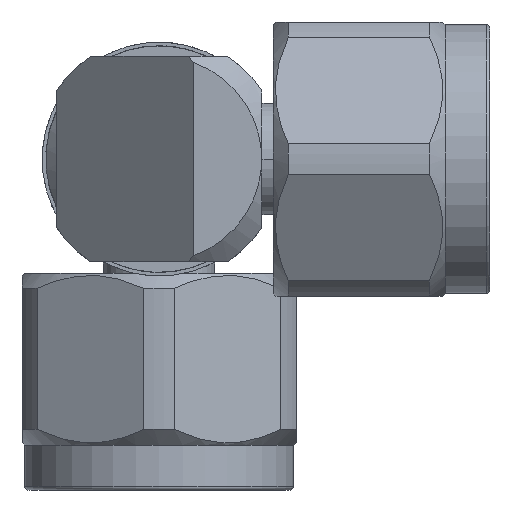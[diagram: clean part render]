
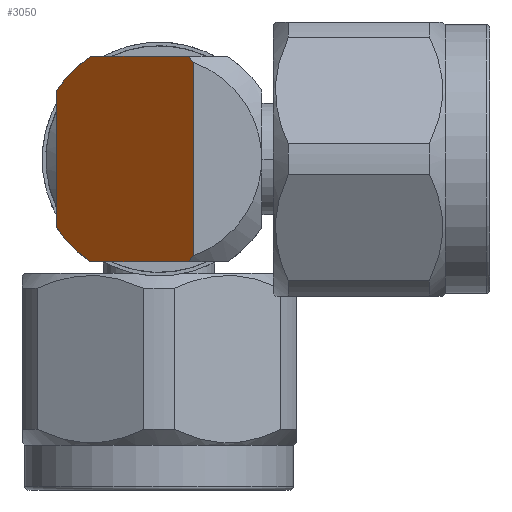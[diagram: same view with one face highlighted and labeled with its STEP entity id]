
A CAD part, left-side view. The second image highlights one B-rep face of the part: STEP entity #3050.
In plain terms, the highlighted planar face has unit normal (-0.707, 0.707, 0).
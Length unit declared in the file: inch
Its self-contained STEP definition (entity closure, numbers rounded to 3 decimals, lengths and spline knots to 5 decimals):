
#94 = DIRECTION ( 'NONE',  ( -0.707, -0.707, 0. ) ) ;
#144 = AXIS2_PLACEMENT_3D ( 'NONE', #3045, #3074, #3518 ) ;
#223 = VECTOR ( 'NONE', #5546, 39.37008 ) ;
#260 = CARTESIAN_POINT ( 'NONE',  ( -0.28, -0.09408, 0.26445 ) ) ;
#262 = CARTESIAN_POINT ( 'NONE',  ( 0.09503, 0.28069, -0.18741 ) ) ;
#270 = CARTESIAN_POINT ( 'NONE',  ( -0.27095, -0.08504, -0.27552 ) ) ;
#304 =( BOUNDED_CURVE ( )  B_SPLINE_CURVE ( 3, ( #790, #1731, #3033, #260 ),
 .UNSPECIFIED., .F., .F. ) 
 B_SPLINE_CURVE_WITH_KNOTS ( ( 4, 4 ),
 ( 2.70345, 2.73087 ),
 .UNSPECIFIED. ) 
 CURVE ( )  GEOMETRIC_REPRESENTATION_ITEM ( )  RATIONAL_B_SPLINE_CURVE ( ( 1., 1., 1., 1. ) ) 
 REPRESENTATION_ITEM ( '' )  );
#515 = VERTEX_POINT ( 'NONE', #4997 ) ;
#762 = CARTESIAN_POINT ( 'NONE',  ( -0.26622, -0.08031, 0.281 ) ) ;
#790 = CARTESIAN_POINT ( 'NONE',  ( -0.26622, -0.08031, 0.281 ) ) ;
#830 = VERTEX_POINT ( 'NONE', #4701 ) ;
#898 = CARTESIAN_POINT ( 'NONE',  ( 0.09503, 0.28069, 0.281 ) ) ;
#915 = ORIENTED_EDGE ( 'NONE', *, *, #3211, .F. ) ;
#938 = CARTESIAN_POINT ( 'NONE',  ( -0.28, -0.09408, 0.281 ) ) ;
#1254 = FACE_OUTER_BOUND ( 'NONE', #5867, .T. ) ;
#1270 = CARTESIAN_POINT ( 'NONE',  ( -0.26622, -0.08031, -0.281 ) ) ;
#1276 = LINE ( 'NONE', #3096, #3175 ) ;
#1334 = CARTESIAN_POINT ( 'NONE',  ( 0.09503, 0.28069, -0.18741 ) ) ;
#1479 = LINE ( 'NONE', #898, #2611 ) ;
#1496 = EDGE_CURVE ( 'NONE', #4290, #1916, #4534, .T. ) ;
#1560 = CARTESIAN_POINT ( 'NONE',  ( 0.00122, 0.18694, 0.281 ) ) ;
#1731 = CARTESIAN_POINT ( 'NONE',  ( -0.27095, -0.08504, 0.27552 ) ) ;
#1796 = CARTESIAN_POINT ( 'NONE',  ( 0.00122, 0.18694, -0.281 ) ) ;
#1848 = CARTESIAN_POINT ( 'NONE',  ( 0.09503, 0.28069, 0.18741 ) ) ;
#1916 = VERTEX_POINT ( 'NONE', #1270 ) ;
#1938 =( BOUNDED_CURVE ( )  B_SPLINE_CURVE ( 3, ( #1796, #3591, #5393, #1334 ),
 .UNSPECIFIED., .F., .F. ) 
 B_SPLINE_CURVE_WITH_KNOTS ( ( 4, 4 ),
 ( 2.15782, 2.55289 ),
 .UNSPECIFIED. ) 
 CURVE ( )  GEOMETRIC_REPRESENTATION_ITEM ( )  RATIONAL_B_SPLINE_CURVE ( ( 1., 0.987, 0.987, 1. ) ) 
 REPRESENTATION_ITEM ( '' )  );
#1983 = EDGE_CURVE ( 'NONE', #515, #3650, #3174, .T. ) ;
#2013 = CARTESIAN_POINT ( 'NONE',  ( -0.28, -0.09408, 0.26445 ) ) ;
#2091 = EDGE_CURVE ( 'NONE', #4094, #4290, #2404, .T. ) ;
#2168 = CARTESIAN_POINT ( 'NONE',  ( -0.27555, -0.08963, -0.27 ) ) ;
#2180 = CARTESIAN_POINT ( 'NONE',  ( 0.03849, 0.22418, 0.25622 ) ) ;
#2404 = LINE ( 'NONE', #938, #223 ) ;
#2611 = VECTOR ( 'NONE', #94, 39.37008 ) ;
#2650 = ORIENTED_EDGE ( 'NONE', *, *, #4528, .T. ) ;
#2655 = ORIENTED_EDGE ( 'NONE', *, *, #3817, .F. ) ;
#2786 = LINE ( 'NONE', #4582, #4774 ) ;
#2847 = ORIENTED_EDGE ( 'NONE', *, *, #1496, .F. ) ;
#3033 = CARTESIAN_POINT ( 'NONE',  ( -0.27555, -0.08963, 0.27 ) ) ;
#3045 = CARTESIAN_POINT ( 'NONE',  ( 0.09503, 0.28069, 0.281 ) ) ;
#3050 = ADVANCED_FACE ( 'NONE', ( #1254 ), #5804, .F. ) ;
#3074 = DIRECTION ( 'NONE',  ( 0.707, -0.707, 0. ) ) ;
#3096 = CARTESIAN_POINT ( 'NONE',  ( 0.09503, 0.28069, -0.281 ) ) ;
#3174 =( BOUNDED_CURVE ( )  B_SPLINE_CURVE ( 3, ( #1848, #3646, #2180, #3968 ),
 .UNSPECIFIED., .F., .T. ) 
 B_SPLINE_CURVE_WITH_KNOTS ( ( 4, 4 ),
 ( 3.7303, 4.12536 ),
 .UNSPECIFIED. ) 
 CURVE ( )  GEOMETRIC_REPRESENTATION_ITEM ( )  RATIONAL_B_SPLINE_CURVE ( ( 1., 0.987, 0.987, 1. ) ) 
 REPRESENTATION_ITEM ( '' )  );
#3175 = VECTOR ( 'NONE', #4892, 39.37008 ) ;
#3211 = EDGE_CURVE ( 'NONE', #3650, #5157, #1479, .T. ) ;
#3428 = ORIENTED_EDGE ( 'NONE', *, *, #1983, .F. ) ;
#3518 = DIRECTION ( 'NONE',  ( 0.707, 0.707, 0. ) ) ;
#3591 = CARTESIAN_POINT ( 'NONE',  ( 0.03849, 0.22418, -0.25622 ) ) ;
#3646 = CARTESIAN_POINT ( 'NONE',  ( 0.07017, 0.25584, 0.22461 ) ) ;
#3650 = VERTEX_POINT ( 'NONE', #1560 ) ;
#3817 = EDGE_CURVE ( 'NONE', #5157, #4094, #304, .T. ) ;
#3968 = CARTESIAN_POINT ( 'NONE',  ( 0.00122, 0.18694, 0.281 ) ) ;
#4020 = EDGE_CURVE ( 'NONE', #830, #5214, #1938, .T. ) ;
#4094 = VERTEX_POINT ( 'NONE', #2013 ) ;
#4257 = ORIENTED_EDGE ( 'NONE', *, *, #4020, .F. ) ;
#4290 = VERTEX_POINT ( 'NONE', #5856 ) ;
#4429 = CARTESIAN_POINT ( 'NONE',  ( -0.26622, -0.08031, -0.281 ) ) ;
#4456 = EDGE_CURVE ( 'NONE', #830, #1916, #1276, .T. ) ;
#4528 = EDGE_CURVE ( 'NONE', #515, #5214, #2786, .T. ) ;
#4534 =( BOUNDED_CURVE ( )  B_SPLINE_CURVE ( 3, ( #5775, #2168, #270, #4429 ),
 .UNSPECIFIED., .F., .T. ) 
 B_SPLINE_CURVE_WITH_KNOTS ( ( 4, 4 ),
 ( 3.55232, 3.57974 ),
 .UNSPECIFIED. ) 
 CURVE ( )  GEOMETRIC_REPRESENTATION_ITEM ( )  RATIONAL_B_SPLINE_CURVE ( ( 1., 1., 1., 1. ) ) 
 REPRESENTATION_ITEM ( '' )  );
#4582 = CARTESIAN_POINT ( 'NONE',  ( 0.09503, 0.28069, 0.281 ) ) ;
#4701 = CARTESIAN_POINT ( 'NONE',  ( 0.00122, 0.18694, -0.281 ) ) ;
#4774 = VECTOR ( 'NONE', #4996, 39.37008 ) ;
#4892 = DIRECTION ( 'NONE',  ( -0.707, -0.707, 0. ) ) ;
#4943 = ORIENTED_EDGE ( 'NONE', *, *, #4456, .T. ) ;
#4996 = DIRECTION ( 'NONE',  ( 0., 0., -1. ) ) ;
#4997 = CARTESIAN_POINT ( 'NONE',  ( 0.09503, 0.28069, 0.18741 ) ) ;
#5157 = VERTEX_POINT ( 'NONE', #762 ) ;
#5214 = VERTEX_POINT ( 'NONE', #262 ) ;
#5393 = CARTESIAN_POINT ( 'NONE',  ( 0.07017, 0.25584, -0.22461 ) ) ;
#5517 = ORIENTED_EDGE ( 'NONE', *, *, #2091, .F. ) ;
#5546 = DIRECTION ( 'NONE',  ( 0., 0., -1. ) ) ;
#5775 = CARTESIAN_POINT ( 'NONE',  ( -0.28, -0.09408, -0.26445 ) ) ;
#5804 = PLANE ( 'NONE',  #144 ) ;
#5856 = CARTESIAN_POINT ( 'NONE',  ( -0.28, -0.09408, -0.26445 ) ) ;
#5867 = EDGE_LOOP ( 'NONE', ( #2655, #915, #3428, #2650, #4257, #4943, #2847, #5517 ) ) ;
